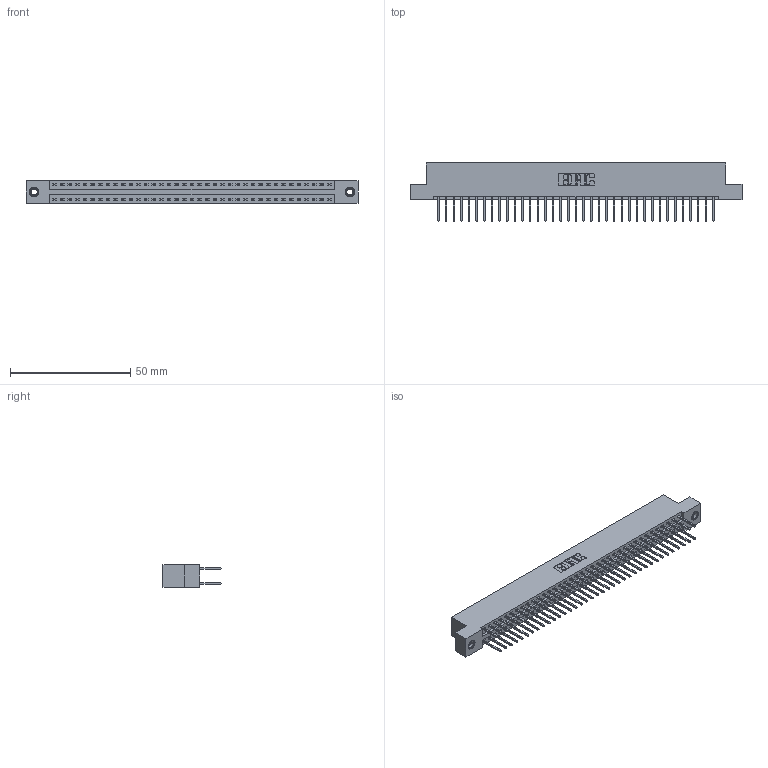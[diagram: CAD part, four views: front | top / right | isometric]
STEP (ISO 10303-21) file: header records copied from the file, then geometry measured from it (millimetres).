
FILE_DESCRIPTION (( 'STEP AP203' ), '1' );
FILE_NAME ('346-074-526-207.STEP', '2018-08-29T02:18:01', ( '' ), ( '' ), 'SwSTEP 2.0', 'SolidWorks 2016', '' );
FILE_SCHEMA (( 'CONFIG_CONTROL_DESIGN' ));
Length unit declared in the file: inch
Products named in the file (4): 345-250-001_345-250-005-103; 346-074-526-207; 345-292-001_345-293-126; 346 Part_Flush Mounting Lugs - 0.156 Dia-TI
Assembly tree (77 placements, depth 2):
  346-074-526-207
    346 Part_Flush Mounting Lugs - 0.156 Dia-TI
    345-292-001_345-293-126  x74
    345-250-001_345-250-005-103  x2
Bounding box: 138.05 x 24.13 x 9.4 mm (x, y, z)
Volume: 13530.5 mm3; surface area: 19096.9 mm2
Topology: 77 solids, 77 shells, 4030 faces, 11935 edges, 7850 vertices
Faces by surface type: plane 2698, cylinder 1316, cone 12, torus 4
Entity records: 26024 total; most frequent: CARTESIAN_POINT 4279, ORIENTED_EDGE 4206, DIRECTION 3849, EDGE_CURVE 2103, VECTOR 1803, LINE 1803, VERTEX_POINT 1396, AXIS2_PLACEMENT_3D 1023
